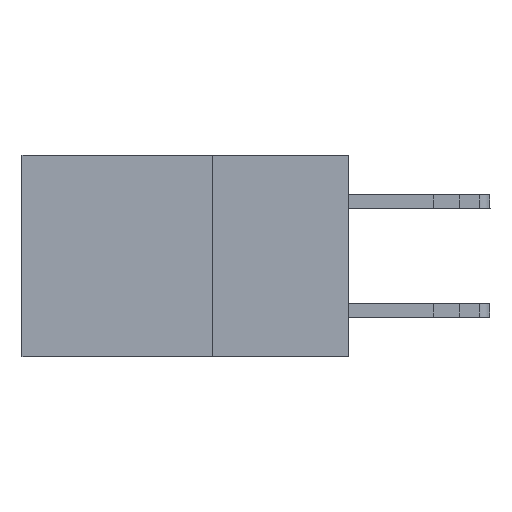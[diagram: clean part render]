
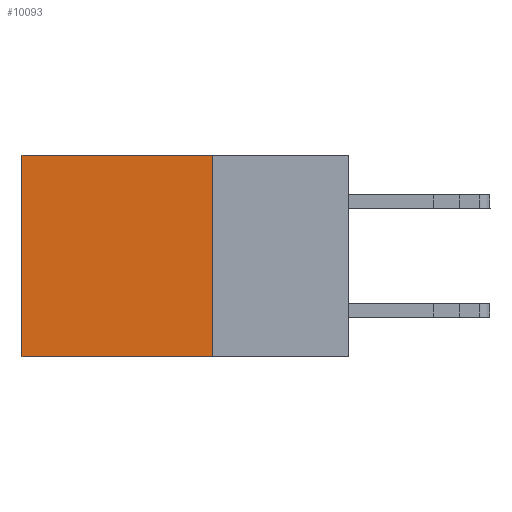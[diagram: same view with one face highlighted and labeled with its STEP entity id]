
A CAD part, left-side view. The second image highlights one B-rep face of the part: STEP entity #10093.
In plain terms, the highlighted planar face has unit normal (-1, 0, 0).
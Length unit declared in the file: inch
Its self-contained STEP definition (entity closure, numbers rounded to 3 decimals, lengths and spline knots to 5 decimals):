
#270 = EDGE_CURVE ( 'NONE', #4683, #9626, #4453, .T. ) ;
#359 = PLANE ( 'NONE',  #10244 ) ;
#1690 = EDGE_CURVE ( 'NONE', #2795, #4683, #6066, .T. ) ;
#2061 = VECTOR ( 'NONE', #2579, 39.37008 ) ;
#2375 = CARTESIAN_POINT ( 'NONE',  ( 0.298, 0.25, 0. ) ) ;
#2477 = CARTESIAN_POINT ( 'NONE',  ( 0.298, 0.25, -0.37 ) ) ;
#2521 = DIRECTION ( 'NONE',  ( 0., 1., 0. ) ) ;
#2579 = DIRECTION ( 'NONE',  ( 0., 1., 0. ) ) ;
#2795 = VERTEX_POINT ( 'NONE', #3218 ) ;
#3218 = CARTESIAN_POINT ( 'NONE',  ( 0.298, 0.25, 0. ) ) ;
#3284 = VECTOR ( 'NONE', #2521, 39.37008 ) ;
#4389 = VECTOR ( 'NONE', #6866, 39.37008 ) ;
#4453 = LINE ( 'NONE', #2477, #3284 ) ;
#4639 = CARTESIAN_POINT ( 'NONE',  ( 0.298, 0.6, -0.37 ) ) ;
#4667 = DIRECTION ( 'NONE',  ( 0., 0., -1. ) ) ;
#4683 = VERTEX_POINT ( 'NONE', #10501 ) ;
#4702 = ORIENTED_EDGE ( 'NONE', *, *, #9873, .T. ) ;
#5842 = DIRECTION ( 'NONE',  ( 0., 0., -1. ) ) ;
#6066 = LINE ( 'NONE', #2375, #4389 ) ;
#6368 = DIRECTION ( 'NONE',  ( 1., 0., 0. ) ) ;
#6866 = DIRECTION ( 'NONE',  ( 0., 0., -1. ) ) ;
#7263 = EDGE_LOOP ( 'NONE', ( #10223, #9850, #9514, #4702 ) ) ;
#7398 = FACE_OUTER_BOUND ( 'NONE', #7263, .T. ) ;
#7427 = CARTESIAN_POINT ( 'NONE',  ( 0.298, 0.6, 0. ) ) ;
#7489 = LINE ( 'NONE', #7427, #10767 ) ;
#8083 = CARTESIAN_POINT ( 'NONE',  ( 0.298, 0.25, 0. ) ) ;
#8235 = CARTESIAN_POINT ( 'NONE',  ( 0.298, 0.6, 0. ) ) ;
#9128 = VERTEX_POINT ( 'NONE', #8235 ) ;
#9514 = ORIENTED_EDGE ( 'NONE', *, *, #1690, .F. ) ;
#9626 = VERTEX_POINT ( 'NONE', #4639 ) ;
#9706 = EDGE_CURVE ( 'NONE', #9128, #9626, #7489, .T. ) ;
#9850 = ORIENTED_EDGE ( 'NONE', *, *, #270, .F. ) ;
#9873 = EDGE_CURVE ( 'NONE', #2795, #9128, #10353, .T. ) ;
#10093 = ADVANCED_FACE ( 'NONE', ( #7398 ), #359, .F. ) ;
#10223 = ORIENTED_EDGE ( 'NONE', *, *, #9706, .T. ) ;
#10244 = AXIS2_PLACEMENT_3D ( 'NONE', #10854, #6368, #4667 ) ;
#10353 = LINE ( 'NONE', #8083, #2061 ) ;
#10501 = CARTESIAN_POINT ( 'NONE',  ( 0.298, 0.25, -0.37 ) ) ;
#10767 = VECTOR ( 'NONE', #5842, 39.37008 ) ;
#10854 = CARTESIAN_POINT ( 'NONE',  ( 0.298, 0.25, 0. ) ) ;
